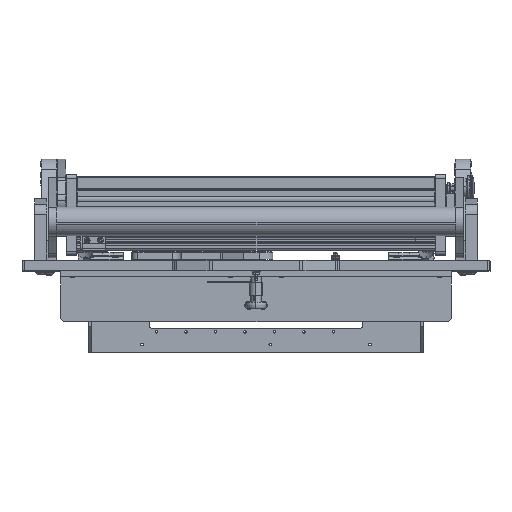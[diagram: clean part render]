
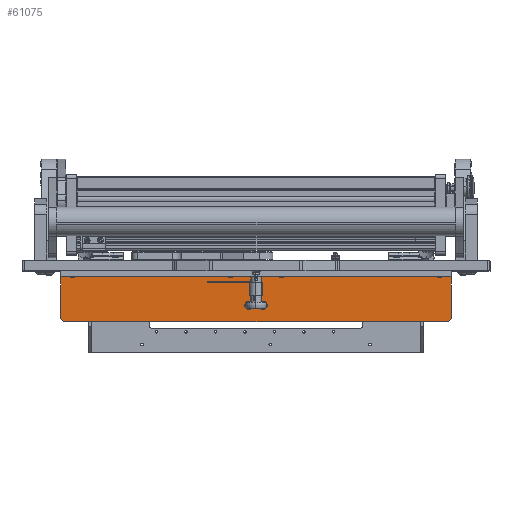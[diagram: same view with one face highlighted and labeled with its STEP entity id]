
A CAD part, top view. The second image highlights one B-rep face of the part: STEP entity #61075.
In plain terms, the highlighted face is planar.
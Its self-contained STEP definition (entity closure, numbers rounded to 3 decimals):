
#983 = EDGE_LOOP ( 'NONE', ( #8648, #83992 ) ) ;
#1942 = CARTESIAN_POINT ( 'NONE',  ( -6., -50., 192. ) ) ;
#3113 = CARTESIAN_POINT ( 'NONE',  ( -6., -34., 7. ) ) ;
#3312 = CIRCLE ( 'NONE', #89043, 1.7 ) ;
#4991 = PLANE ( 'NONE',  #88575 ) ;
#6424 = ORIENTED_EDGE ( 'NONE', *, *, #83085, .T. ) ;
#7164 = ORIENTED_EDGE ( 'NONE', *, *, #63347, .T. ) ;
#8648 = ORIENTED_EDGE ( 'NONE', *, *, #49974, .T. ) ;
#8691 = EDGE_CURVE ( 'NONE', #42163, #92615, #43333, .T. ) ;
#10775 = DIRECTION ( 'NONE',  ( 0., 1., 0. ) ) ;
#11009 = CARTESIAN_POINT ( 'NONE',  ( -6., -47., 192. ) ) ;
#12219 = CARTESIAN_POINT ( 'NONE',  ( -6., -6., 192. ) ) ;
#13297 = EDGE_CURVE ( 'NONE', #41585, #42163, #44824, .T. ) ;
#13406 = LINE ( 'NONE', #1942, #51535 ) ;
#14872 = CIRCLE ( 'NONE', #25978, 1.7 ) ;
#16971 = DIRECTION ( 'NONE',  ( 0., 0., -1. ) ) ;
#17556 = DIRECTION ( 'NONE',  ( 0., 1., 0. ) ) ;
#18951 = EDGE_CURVE ( 'NONE', #57619, #82123, #14872, .T. ) ;
#22229 = EDGE_CURVE ( 'NONE', #30258, #41585, #25196, .T. ) ;
#25131 = EDGE_CURVE ( 'NONE', #30258, #27099, #92971, .T. ) ;
#25196 = LINE ( 'NONE', #25838, #89174 ) ;
#25838 = CARTESIAN_POINT ( 'NONE',  ( -6., -6., 192. ) ) ;
#25978 = AXIS2_PLACEMENT_3D ( 'NONE', #37108, #68086, #87282 ) ;
#27099 = VERTEX_POINT ( 'NONE', #11009 ) ;
#29521 = DIRECTION ( 'NONE',  ( 0., 1., 0. ) ) ;
#29993 = ORIENTED_EDGE ( 'NONE', *, *, #8691, .T. ) ;
#30258 = VERTEX_POINT ( 'NONE', #57772 ) ;
#30377 = CARTESIAN_POINT ( 'NONE',  ( -6., -34., 8.7 ) ) ;
#34293 = EDGE_CURVE ( 'NONE', #67972, #91274, #37001, .T. ) ;
#37001 = CIRCLE ( 'NONE', #50386, 1.7 ) ;
#37108 = CARTESIAN_POINT ( 'NONE',  ( -6., -34., -7. ) ) ;
#38778 = CARTESIAN_POINT ( 'NONE',  ( -6., -34., 5.3 ) ) ;
#39516 = CARTESIAN_POINT ( 'NONE',  ( -6., -34., -8.7 ) ) ;
#41585 = VERTEX_POINT ( 'NONE', #71309 ) ;
#42163 = VERTEX_POINT ( 'NONE', #77862 ) ;
#42435 = VECTOR ( 'NONE', #83012, 1000. ) ;
#43333 = LINE ( 'NONE', #56260, #56871 ) ;
#43915 = ORIENTED_EDGE ( 'NONE', *, *, #13297, .T. ) ;
#44824 = LINE ( 'NONE', #63345, #47020 ) ;
#45376 = ORIENTED_EDGE ( 'NONE', *, *, #34293, .T. ) ;
#47020 = VECTOR ( 'NONE', #62753, 1000. ) ;
#47724 = DIRECTION ( 'NONE',  ( 0., 0., -1. ) ) ;
#49974 = EDGE_CURVE ( 'NONE', #82123, #57619, #84688, .T. ) ;
#50263 = CARTESIAN_POINT ( 'NONE',  ( -6., -6., 192. ) ) ;
#50386 = AXIS2_PLACEMENT_3D ( 'NONE', #3113, #74327, #17556 ) ;
#51535 = VECTOR ( 'NONE', #16971, 1000. ) ;
#52494 = VECTOR ( 'NONE', #86628, 1000. ) ;
#53446 = CARTESIAN_POINT ( 'NONE',  ( -6., -34., 7. ) ) ;
#54289 = FACE_BOUND ( 'NONE', #67745, .T. ) ;
#56260 = CARTESIAN_POINT ( 'NONE',  ( -6., -50., -189. ) ) ;
#56871 = VECTOR ( 'NONE', #84202, 1000. ) ;
#57619 = VERTEX_POINT ( 'NONE', #60936 ) ;
#57772 = CARTESIAN_POINT ( 'NONE',  ( -6., -6., 192. ) ) ;
#58045 = DIRECTION ( 'NONE',  ( 1., 0., 0. ) ) ;
#58641 = CARTESIAN_POINT ( 'NONE',  ( -6., -34., -7. ) ) ;
#60936 = CARTESIAN_POINT ( 'NONE',  ( -6., -34., -5.3 ) ) ;
#60990 = FACE_OUTER_BOUND ( 'NONE', #73206, .T. ) ;
#61075 = ADVANCED_FACE ( 'NONE', ( #54289, #77891, #60990 ), #4991, .F. ) ;
#61531 = LINE ( 'NONE', #68833, #42435 ) ;
#61924 = CARTESIAN_POINT ( 'NONE',  ( -6., -50., 189. ) ) ;
#62460 = VERTEX_POINT ( 'NONE', #61924 ) ;
#62753 = DIRECTION ( 'NONE',  ( 0., -1., 0. ) ) ;
#63345 = CARTESIAN_POINT ( 'NONE',  ( -6., -6., -192. ) ) ;
#63347 = EDGE_CURVE ( 'NONE', #62460, #27099, #61531, .T. ) ;
#63939 = ORIENTED_EDGE ( 'NONE', *, *, #83634, .F. ) ;
#67745 = EDGE_LOOP ( 'NONE', ( #6424, #45376 ) ) ;
#67972 = VERTEX_POINT ( 'NONE', #30377 ) ;
#68086 = DIRECTION ( 'NONE',  ( 1., 0., 0. ) ) ;
#68833 = CARTESIAN_POINT ( 'NONE',  ( -6., -47., 192. ) ) ;
#71309 = CARTESIAN_POINT ( 'NONE',  ( -6., -6., -192. ) ) ;
#73206 = EDGE_LOOP ( 'NONE', ( #63939, #7164, #75382, #87457, #43915, #29993 ) ) ;
#74161 = DIRECTION ( 'NONE',  ( 1., 0., 0. ) ) ;
#74327 = DIRECTION ( 'NONE',  ( 1., 0., 0. ) ) ;
#75382 = ORIENTED_EDGE ( 'NONE', *, *, #25131, .F. ) ;
#75918 = DIRECTION ( 'NONE',  ( 1., 0., 0. ) ) ;
#76215 = DIRECTION ( 'NONE',  ( 0., 1., 0. ) ) ;
#77862 = CARTESIAN_POINT ( 'NONE',  ( -6., -47., -192. ) ) ;
#77891 = FACE_BOUND ( 'NONE', #983, .T. ) ;
#78017 = AXIS2_PLACEMENT_3D ( 'NONE', #58641, #58045, #29521 ) ;
#82123 = VERTEX_POINT ( 'NONE', #39516 ) ;
#83012 = DIRECTION ( 'NONE',  ( 0., 0.707, 0.707 ) ) ;
#83085 = EDGE_CURVE ( 'NONE', #91274, #67972, #3312, .T. ) ;
#83634 = EDGE_CURVE ( 'NONE', #62460, #92615, #13406, .T. ) ;
#83992 = ORIENTED_EDGE ( 'NONE', *, *, #18951, .T. ) ;
#84202 = DIRECTION ( 'NONE',  ( 0., -0.707, 0.707 ) ) ;
#84688 = CIRCLE ( 'NONE', #78017, 1.7 ) ;
#86628 = DIRECTION ( 'NONE',  ( 0., -1., 0. ) ) ;
#87282 = DIRECTION ( 'NONE',  ( 0., 1., 0. ) ) ;
#87457 = ORIENTED_EDGE ( 'NONE', *, *, #22229, .T. ) ;
#88575 = AXIS2_PLACEMENT_3D ( 'NONE', #12219, #75918, #76215 ) ;
#89043 = AXIS2_PLACEMENT_3D ( 'NONE', #53446, #74161, #10775 ) ;
#89174 = VECTOR ( 'NONE', #47724, 1000. ) ;
#89548 = CARTESIAN_POINT ( 'NONE',  ( -6., -50., -189. ) ) ;
#91274 = VERTEX_POINT ( 'NONE', #38778 ) ;
#92615 = VERTEX_POINT ( 'NONE', #89548 ) ;
#92971 = LINE ( 'NONE', #50263, #52494 ) ;
